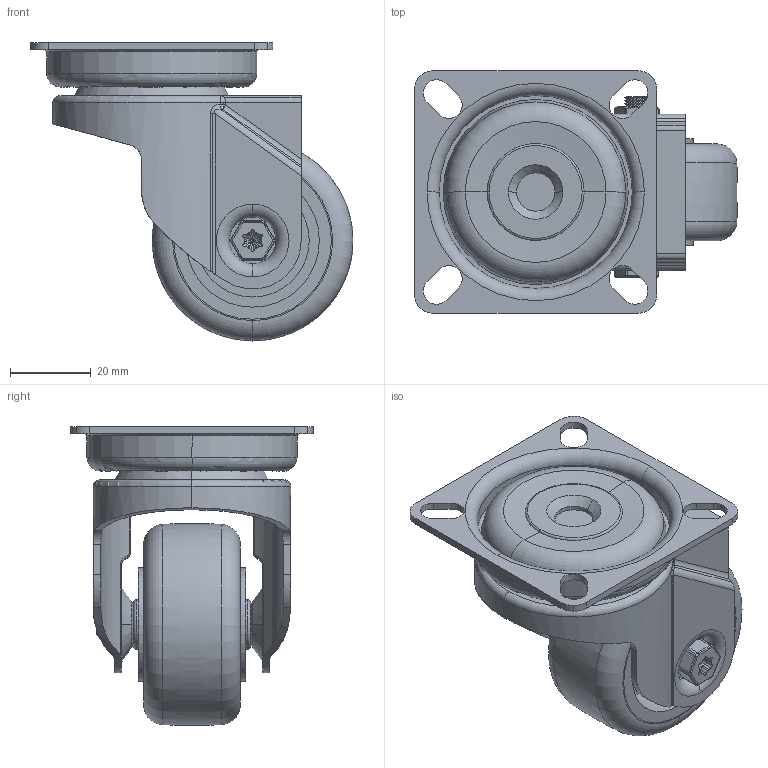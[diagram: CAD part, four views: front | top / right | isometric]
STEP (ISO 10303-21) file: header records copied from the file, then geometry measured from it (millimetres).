
FILE_DESCRIPTION(('STEP AP203'),'1');
FILE_NAME('BZRA50VGRBJ.STEP','2023-03-24T13:03:51',(' '),(' '),'Spatial InterOp 3D',' ',' ');
FILE_SCHEMA(('CONFIG_CONTROL_DESIGN'));
Length unit declared in the file: metre
Products named in the file (21): BZRA50AS; ZINC PLATED PRESSED STEEL FORKS; ZINC PLATED PRESSED STEEL TOP PLATE; BZRA50VGRBJ; BZL50WVGRBJM828; THERMOPLASTIC RUBBER TYRE; POLYPROPYLENE RIM; BEARING608-ZB; METAL; INSIDE; OUTTER; Pattern; Component4; TUBEM8X30; ZINC PLATED AXLE TUBE; BOLTBZRA6MM; ZINC PLATED AXLE BOLT; NM6GR8HALFGR8; ZINC PLATED LOCKING NUT
Assembly tree (36 placements, depth 5):
  BZRA50VGRBJ
    BZRA50AS
      ZINC PLATED PRESSED STEEL FORKS
      ZINC PLATED PRESSED STEEL TOP PLATE
    BZL50WVGRBJM828
      THERMOPLASTIC RUBBER TYRE
      POLYPROPYLENE RIM
      BEARING608-ZB
        METAL
        INSIDE
        OUTTER
        Pattern
          Component4  x7
      BEARING608-ZB
        METAL
        INSIDE
        OUTTER
        Pattern
          Component4  x7
    TUBEM8X30
      ZINC PLATED AXLE TUBE
    BOLTBZRA6MM
      ZINC PLATED AXLE BOLT
    NM6GR8HALFGR8
      ZINC PLATED LOCKING NUT
Bounding box: 79.96 x 60 x 73.98 mm (x, y, z)
Volume: 64944.8 mm3; surface area: 54893.2 mm2
Topology: 29 solids, 29 shells, 568 faces, 1370 edges, 818 vertices
Faces by surface type: cylinder 248, torus 112, plane 89, cone 44, bspline 43, sphere 32
Entity records: 37629 total; most frequent: CARTESIAN_POINT 24966, DIRECTION 2581, ORIENTED_EDGE 2352, EDGE_CURVE 1176, AXIS2_PLACEMENT_3D 1115, VERTEX_POINT 732, CIRCLE 612, EDGE_LOOP 542
